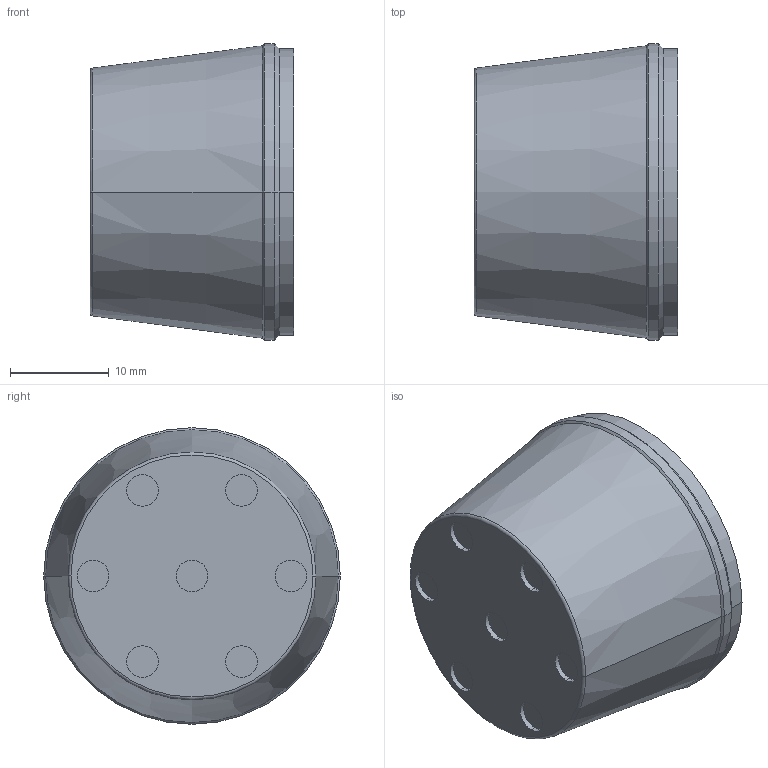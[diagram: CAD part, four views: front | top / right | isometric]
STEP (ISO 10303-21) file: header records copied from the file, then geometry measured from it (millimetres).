
FILE_DESCRIPTION((''),'2;1');
FILE_NAME('031596_REPLICA','2020-10-13T14:11:43',('teru'),(''),'CREO PARAMETRIC BY PTC INC, 2017380','CREO PARAMETRIC BY PTC INC, 2017380','');
FILE_SCHEMA(('CONFIG_CONTROL_DESIGN'));
Length unit declared in the file: millimetre
Products named in the file (1): 031596_REPLICA
Bounding box: 20.63 x 30 x 30 mm (x, y, z)
Volume: 11519.7 mm3; surface area: 3162.1 mm2
Topology: 1 solids, 1 shells, 59 faces, 116 edges, 74 vertices
Faces by surface type: cylinder 32, plane 17, cone 8, torus 2
Entity records: 1584 total; most frequent: DIRECTION 310, CARTESIAN_POINT 249, ORIENTED_EDGE 232, AXIS2_PLACEMENT_3D 135, EDGE_CURVE 116, CIRCLE 76, VERTEX_POINT 74, EDGE_LOOP 74
